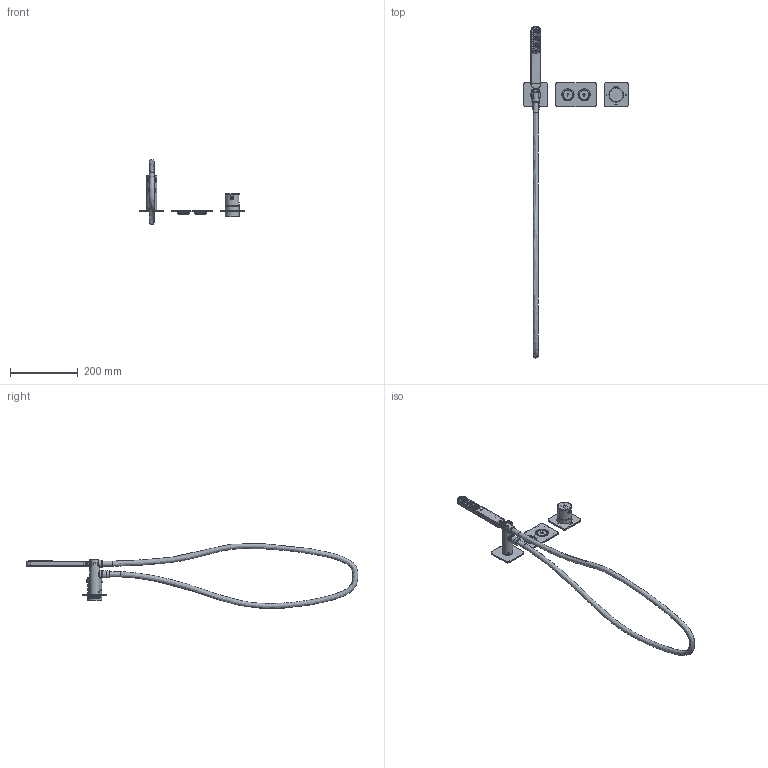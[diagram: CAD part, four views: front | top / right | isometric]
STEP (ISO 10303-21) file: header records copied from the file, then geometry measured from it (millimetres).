
FILE_DESCRIPTION(/* description */ ('Unknown'),/* implementation_level */ '2;1');
FILE_NAME(/* name */ 'PB071',/* time_stamp */ '2021-07-21T12:36:11+02:00',/* author */ ('Unknown'),/* organization */ ('Unknown'),/* preprocessor_version */ 'ST-DEVELOPER v16.7',/* originating_system */ 'DEX',/* authorisation */ $);
FILE_SCHEMA (('AUTOMOTIVE_DESIGN {1 0 10303 214 3 1 1}'));
Products named in the file (40): PB071EXT-00; CB7001-02; PB071-001_oa_0; placca rett ragg due onoff_0110.01.012_0110.01.012; gruppo pulsante_BOM 1_oa_1; pulsante HW_00K4.01.245-1; porta pulsante HW_00K4.01.235; gruppo pulsante_BOM_oa_2; pulsante HW_00K4.01.245; or 35 x 1.5_J6000100; CB7001-04; CB7501-001; supporto_doccetta_023E.01.001_023E.01.001; or 2093 23.52 x 1.78_10000025; grani_13000435_13000435; Gruppo raccordo titanico_T1010671_BOM; raccordi_uscita_T1010035_T1010035; or 14 x 2_05000055; Protezione supp docc_00G3.00.001_00G3.00.001; flessibile cromalux_61010777_Supp Docc 23G10710; GL350-00_oa_3; A101052_00101ZZ; E112006_00200ZZ_ASM_oa_4; A063037_00101ZZ_AF0; A064032_12900ZZ_AF0; A133033_50300ZZ; C140014_00600ZZ; A030169_16300ZZ; GL350-001; GL350-001-01 CORPO; GL350-001-02 OR; CB7001-001; 100.000.01.10T.70C_9; 100.000.01.10T.70C_10; 100.000.01.10T.70C_11; 100.000.01.10T.70C_12; 100.000.01.10T.70C_13; PB071-01; CB7001-03; PB071-02
Assembly tree (44 placements, depth 4):
  PB071EXT-00
    CB7001-02
    PB071-001_oa_0
      placca rett ragg due onoff_0110.01.012_0110.01.012
      gruppo pulsante_BOM 1_oa_1
        pulsante HW_00K4.01.245-1
        porta pulsante HW_00K4.01.235
      gruppo pulsante_BOM_oa_2
        pulsante HW_00K4.01.245
        porta pulsante HW_00K4.01.235
      or 35 x 1.5_J6000100  x2
    CB7001-04
    CB7501-001
      supporto_doccetta_023E.01.001_023E.01.001
      or 2093 23.52 x 1.78_10000025
      grani_13000435_13000435  x2
      Gruppo raccordo titanico_T1010671_BOM
        raccordi_uscita_T1010035_T1010035
        or 14 x 2_05000055
      Protezione supp docc_00G3.00.001_00G3.00.001
    flessibile cromalux_61010777_Supp Docc 23G10710
    GL350-00_oa_3
      A101052_00101ZZ
      E112006_00200ZZ_ASM_oa_4
        A063037_00101ZZ_AF0
        A064032_12900ZZ_AF0
      A133033_50300ZZ
      C140014_00600ZZ  x3
      A030169_16300ZZ
      GL350-001
        GL350-001-01 CORPO
        GL350-001-02 OR
    CB7001-001
      100.000.01.10T.70C_9
      100.000.01.10T.70C_10
      100.000.01.10T.70C_11
      100.000.01.10T.70C_12
      100.000.01.10T.70C_13
    PB071-01
    CB7001-03
    PB071-02
Bounding box: 310 x 981.42 x 191.03 mm (x, y, z)
Volume: 460390.5 mm3; surface area: 227508.4 mm2
Topology: 35 solids, 35 shells, 2588 faces, 6395 edges, 4009 vertices
Faces by surface type: plane 997, cylinder 582, bspline 409, torus 279, cone 277, sphere 44
Full cylindrical faces by diameter (mm): 0.521 x30, 0.62 x12, 1.4 x1, 1.5 x2, 2 x1, 2.459 x1, 3 x1, 3.061 x1, 3.2 x1, 4 x2, 4.134 x3, 4.5 x1, 5 x13, 5.2 x1, 5.7 x1, 5.801 x1, 7 x2, 7.5 x2, 7.9 x2, 9 x1, 10 x2, 10.2 x2, 13 x1, 14 x1, 15 x2, 16 x1, 16.7 x1, 18 x1, 18.5 x1, 19 x3
Entity records: 87218 total; most frequent: CARTESIAN_POINT 27703, ORIENTED_EDGE 11360, DIRECTION 10858, EDGE_CURVE 5680, AXIS2_PLACEMENT_3D 4165, VERTEX_POINT 3766, FACE_BOUND 3286, EDGE_LOOP 3276
